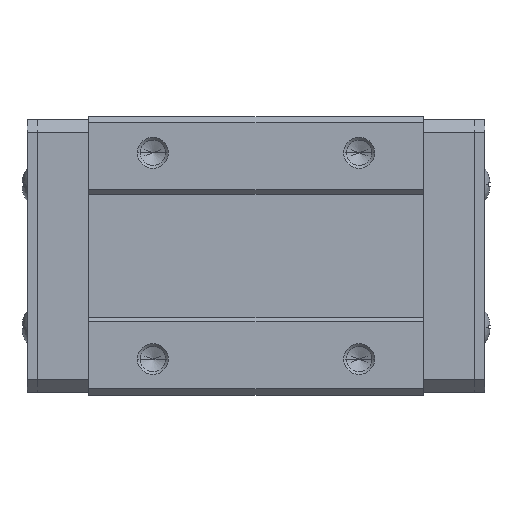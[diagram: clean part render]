
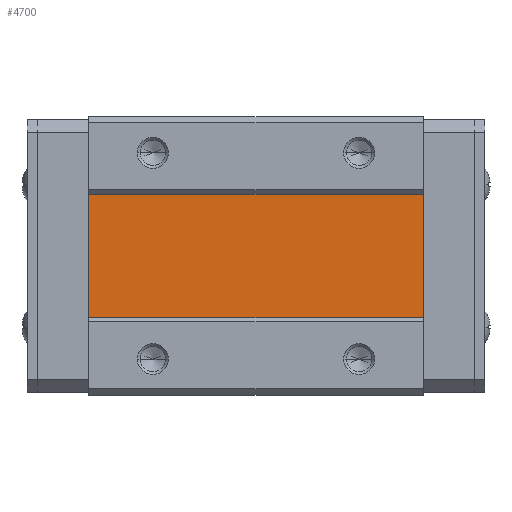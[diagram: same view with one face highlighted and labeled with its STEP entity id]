
A CAD part, top view. The second image highlights one B-rep face of the part: STEP entity #4700.
In plain terms, the highlighted planar face has unit normal (0, 0, 1).
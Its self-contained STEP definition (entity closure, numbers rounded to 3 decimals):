
#4195=CARTESIAN_POINT('POINT260',(6.5,-6.,
   9.6));
#4196=VERTEX_POINT('VERTEX260',#4195);
#4203=CARTESIAN_POINT('POINT261',(6.5,6.,9.6));
#4204=VERTEX_POINT('VERTEX261',#4203);
#4205=CARTESIAN_POINT('POS466',(6.5,0.,9.6));
#4206=DIRECTION('DIR684',(0.,1.,0.));
#4207=VECTOR('VEC248',#4206,1.);
#4208=LINE('STRAIGHT248',#4205,#4207);
#4209=EDGE_CURVE('EDGE392',#4196,#4204,#4208,.T.);
#4653=CARTESIAN_POINT('POINT303',(38.9,-6.,
   9.6));
#4654=VERTEX_POINT('VERTEX303',#4653);
#4661=CARTESIAN_POINT('POS520',(6.5,-6.,9.6
   ));
#4662=DIRECTION('DIR761',(1.,0.,0.));
#4663=VECTOR('VEC279',#4662,1.);
#4664=LINE('STRAIGHT279',#4661,#4663);
#4665=EDGE_CURVE('EDGE441',#4196,#4654,#4664,.T.);
#4677=CARTESIAN_POINT('POINT304',(38.9,6.,9.6));
#4678=VERTEX_POINT('VERTEX304',#4677);
#4679=CARTESIAN_POINT('POS522',(38.9,0.,9.6));
#4680=DIRECTION('DIR764',(0.,1.,0.));
#4681=VECTOR('VEC280',#4680,1.);
#4682=LINE('STRAIGHT280',#4679,#4681);
#4683=EDGE_CURVE('EDGE442',#4654,#4678,#4682,.T.);
#4684=ORIENTED_EDGE('COEDGE833',*,*,#4683,.T.);
#4685=CARTESIAN_POINT('POS523',(6.5,6.,9.6));
#4686=DIRECTION('DIR765',(1.,0.,0.));
#4687=VECTOR('VEC281',#4686,1.);
#4688=LINE('STRAIGHT281',#4685,#4687);
#4689=EDGE_CURVE('EDGE443',#4204,#4678,#4688,.T.);
#4690=ORIENTED_EDGE('COEDGE834',*,*,#4689,.F.);
#4691=ORIENTED_EDGE('COEDGE835',*,*,#4209,.F.);
#4692=ORIENTED_EDGE('COEDGE836',*,*,#4665,.T.);
#4693=EDGE_LOOP('NONE',(#4684,#4690,#4691,#4692));
#4694=FACE_BOUND('LOOP1',#4693,.T.);
#4695=CARTESIAN_POINT('POS524',(6.5,0.,9.6));
#4696=DIRECTION('DIR766',(0.,0.,1.));
#4697=DIRECTION('DIR767',(1.,0.,0.));
#4698=AXIS2_PLACEMENT_3D('AXIS243',#4695,#4696,#4697);
#4699=PLANE('PLANE70',#4698);
#4700=ADVANCED_FACE('FACE150',(#4694),#4699,.T.);
